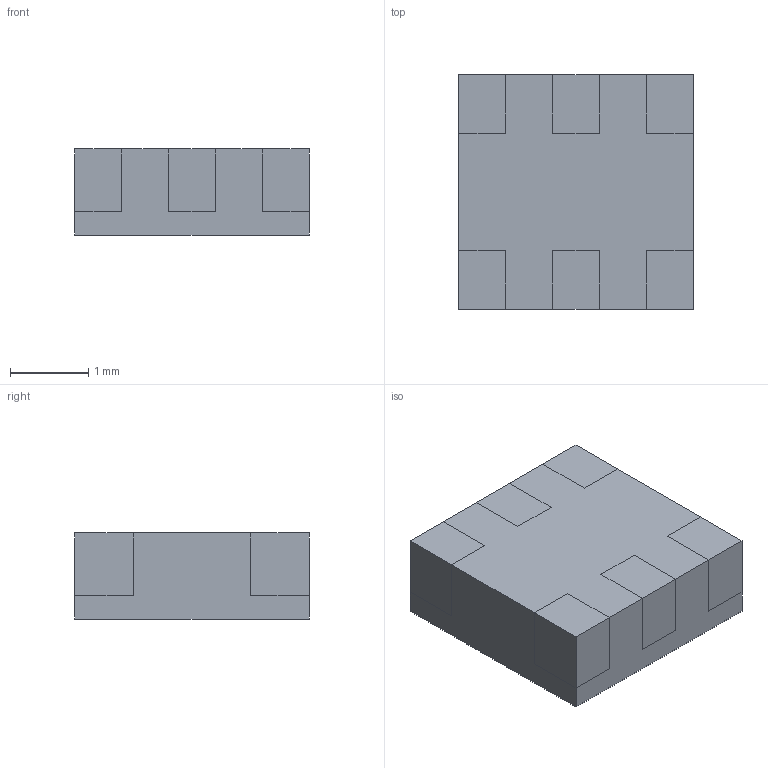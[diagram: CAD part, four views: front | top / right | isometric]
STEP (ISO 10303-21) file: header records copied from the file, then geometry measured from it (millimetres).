
FILE_DESCRIPTION (( 'STEP AP214' ), '1' );
FILE_NAME ('B39871B3725U410.STEP', '2021-08-12T06:29:01', ( '' ), ( '' ), 'SwSTEP 2.0', 'SolidWorks 2021', '' );
FILE_SCHEMA (( 'AUTOMOTIVE_DESIGN' ));
Length unit declared in the file: millimetre
Products named in the file (1): B39871B3725U410
Bounding box: 3 x 3 x 1.1 mm (x, y, z)
Volume: 9.9 mm3; surface area: 52 mm2
Topology: 7 solids, 7 shells, 62 faces, 144 edges, 96 vertices
Faces by surface type: plane 62
Entity records: 1816 total; most frequent: CARTESIAN_POINT 303, ORIENTED_EDGE 288, DIRECTION 270, VECTOR 144, LINE 144, EDGE_CURVE 144, VERTEX_POINT 96, AXIS2_PLACEMENT_3D 63
